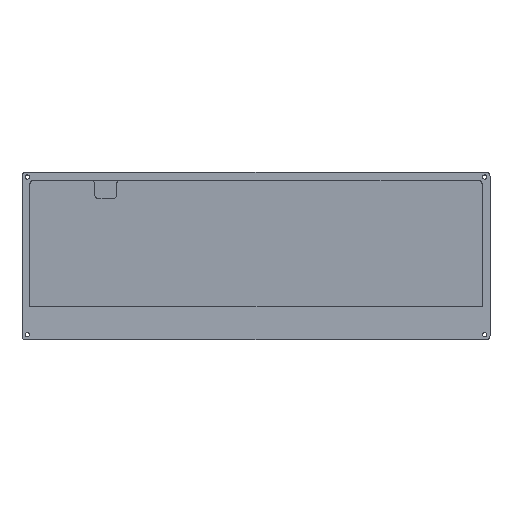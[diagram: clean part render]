
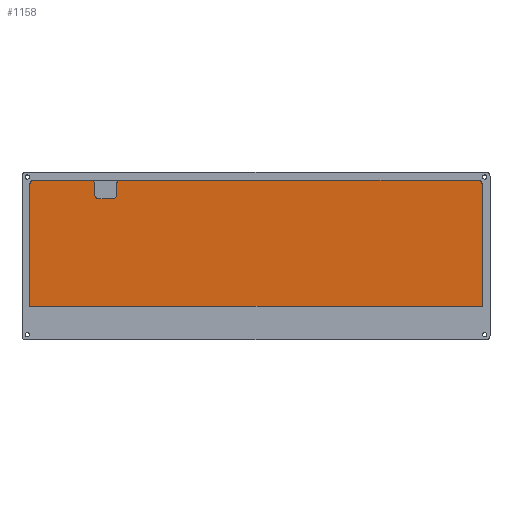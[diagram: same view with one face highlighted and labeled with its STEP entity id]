
A CAD part, top view. The second image highlights one B-rep face of the part: STEP entity #1158.
In plain terms, the highlighted planar face has unit normal (0, -0.052, 0.999).
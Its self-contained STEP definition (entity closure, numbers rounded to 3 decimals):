
#54=PLANE('',#1260);
#100=FACE_OUTER_BOUND('',#172,.T.);
#172=EDGE_LOOP('',(#842,#843,#844,#845,#846,#847,#848,#849,#850,#851,#852,
#853,#854,#855));
#257=LINE('',#1776,#364);
#260=LINE('',#1788,#367);
#264=LINE('',#1795,#371);
#268=LINE('',#1807,#375);
#272=LINE('',#1818,#379);
#273=LINE('',#1822,#380);
#274=LINE('',#1824,#381);
#275=LINE('',#1826,#382);
#364=VECTOR('',#1406,10.);
#367=VECTOR('',#1417,10.);
#371=VECTOR('',#1421,10.);
#375=VECTOR('',#1433,10.);
#379=VECTOR('',#1447,10.);
#380=VECTOR('',#1450,10.);
#381=VECTOR('',#1451,10.);
#382=VECTOR('',#1452,10.);
#471=CIRCLE('',#1245,2.);
#473=CIRCLE('',#1249,2.);
#476=CIRCLE('',#1254,2.);
#478=CIRCLE('',#1258,2.);
#479=CIRCLE('',#1261,2.);
#480=CIRCLE('',#1262,2.);
#521=VERTEX_POINT('',#1763);
#522=VERTEX_POINT('',#1764);
#526=VERTEX_POINT('',#1774);
#527=VERTEX_POINT('',#1778);
#528=VERTEX_POINT('',#1779);
#531=VERTEX_POINT('',#1787);
#534=VERTEX_POINT('',#1793);
#537=VERTEX_POINT('',#1801);
#538=VERTEX_POINT('',#1803);
#540=VERTEX_POINT('',#1812);
#541=VERTEX_POINT('',#1819);
#542=VERTEX_POINT('',#1821);
#543=VERTEX_POINT('',#1823);
#544=VERTEX_POINT('',#1825);
#631=EDGE_CURVE('',#521,#522,#471,.F.);
#637=EDGE_CURVE('',#521,#526,#257,.F.);
#638=EDGE_CURVE('',#527,#528,#473,.F.);
#642=EDGE_CURVE('',#531,#522,#260,.T.);
#646=EDGE_CURVE('',#527,#534,#264,.T.);
#650=EDGE_CURVE('',#537,#538,#476,.T.);
#652=EDGE_CURVE('',#537,#528,#268,.F.);
#656=EDGE_CURVE('',#540,#526,#478,.T.);
#658=EDGE_CURVE('',#540,#538,#272,.F.);
#659=EDGE_CURVE('',#541,#534,#479,.F.);
#660=EDGE_CURVE('',#541,#542,#273,.T.);
#661=EDGE_CURVE('',#542,#543,#274,.T.);
#662=EDGE_CURVE('',#543,#544,#275,.T.);
#663=EDGE_CURVE('',#531,#544,#480,.F.);
#842=ORIENTED_EDGE('',*,*,#631,.F.);
#843=ORIENTED_EDGE('',*,*,#637,.T.);
#844=ORIENTED_EDGE('',*,*,#656,.F.);
#845=ORIENTED_EDGE('',*,*,#658,.T.);
#846=ORIENTED_EDGE('',*,*,#650,.F.);
#847=ORIENTED_EDGE('',*,*,#652,.T.);
#848=ORIENTED_EDGE('',*,*,#638,.F.);
#849=ORIENTED_EDGE('',*,*,#646,.T.);
#850=ORIENTED_EDGE('',*,*,#659,.F.);
#851=ORIENTED_EDGE('',*,*,#660,.T.);
#852=ORIENTED_EDGE('',*,*,#661,.T.);
#853=ORIENTED_EDGE('',*,*,#662,.T.);
#854=ORIENTED_EDGE('',*,*,#663,.F.);
#855=ORIENTED_EDGE('',*,*,#642,.T.);
#1158=ADVANCED_FACE('',(#100),#54,.T.);
#1245=AXIS2_PLACEMENT_3D('',#1765,#1396,#1397);
#1249=AXIS2_PLACEMENT_3D('',#1780,#1409,#1410);
#1254=AXIS2_PLACEMENT_3D('',#1804,#1428,#1429);
#1258=AXIS2_PLACEMENT_3D('',#1814,#1440,#1441);
#1260=AXIS2_PLACEMENT_3D('',#1817,#1445,#1446);
#1261=AXIS2_PLACEMENT_3D('',#1820,#1448,#1449);
#1262=AXIS2_PLACEMENT_3D('',#1827,#1453,#1454);
#1396=DIRECTION('center_axis',(0.,-0.052,0.999));
#1397=DIRECTION('ref_axis',(-0.707,0.706,0.037));
#1406=DIRECTION('',(0.,0.999,0.052));
#1409=DIRECTION('center_axis',(0.,-0.052,0.999));
#1410=DIRECTION('ref_axis',(0.707,0.706,0.037));
#1417=DIRECTION('',(-1.,0.,0.));
#1421=DIRECTION('',(-1.,0.,0.));
#1428=DIRECTION('center_axis',(0.,-0.052,0.999));
#1429=DIRECTION('ref_axis',(-0.707,-0.706,-0.037));
#1433=DIRECTION('',(0.,-0.999,-0.052));
#1440=DIRECTION('center_axis',(0.,-0.052,0.999));
#1441=DIRECTION('ref_axis',(0.707,-0.706,-0.037));
#1445=DIRECTION('center_axis',(0.,-0.052,0.999));
#1446=DIRECTION('ref_axis',(1.,0.,0.));
#1447=DIRECTION('',(1.,0.,0.));
#1448=DIRECTION('center_axis',(0.,-0.052,0.999));
#1449=DIRECTION('ref_axis',(-0.707,0.706,0.037));
#1450=DIRECTION('',(0.,-0.999,-0.052));
#1451=DIRECTION('',(1.,0.,0.));
#1452=DIRECTION('',(0.,0.999,0.052));
#1453=DIRECTION('center_axis',(0.,-0.052,0.999));
#1454=DIRECTION('ref_axis',(0.707,0.706,0.037));
#1763=CARTESIAN_POINT('',(33.97,7.689,-2.47));
#1764=CARTESIAN_POINT('',(35.97,9.687,-2.365));
#1765=CARTESIAN_POINT('Origin',(35.97,7.689,-2.47));
#1774=CARTESIAN_POINT('',(33.97,2.389,-2.748));
#1776=CARTESIAN_POINT('',(33.97,-9.421,-3.367));
#1778=CARTESIAN_POINT('',(21.03,9.687,-2.365));
#1779=CARTESIAN_POINT('',(23.03,7.689,-2.47));
#1780=CARTESIAN_POINT('Origin',(21.03,7.689,-2.47));
#1787=CARTESIAN_POINT('',(216.875,9.687,-2.365));
#1788=CARTESIAN_POINT('',(161.263,9.687,-2.365));
#1793=CARTESIAN_POINT('',(-7.875,9.687,-2.365));
#1795=CARTESIAN_POINT('',(161.263,9.687,-2.365));
#1801=CARTESIAN_POINT('',(23.03,2.389,-2.748));
#1803=CARTESIAN_POINT('',(25.03,0.392,-2.853));
#1804=CARTESIAN_POINT('Origin',(25.03,2.389,-2.748));
#1807=CARTESIAN_POINT('',(23.03,-13.045,-3.557));
#1812=CARTESIAN_POINT('',(31.97,0.392,-2.853));
#1814=CARTESIAN_POINT('Origin',(31.97,2.389,-2.748));
#1817=CARTESIAN_POINT('Origin',(104.5,-28.479,-4.366));
#1818=CARTESIAN_POINT('',(68.735,0.392,-2.853));
#1819=CARTESIAN_POINT('',(-9.875,7.689,-2.47));
#1820=CARTESIAN_POINT('Origin',(-7.875,7.689,-2.47));
#1821=CARTESIAN_POINT('',(-9.875,-53.902,-5.698));
#1822=CARTESIAN_POINT('',(-9.875,-9.82,-3.388));
#1823=CARTESIAN_POINT('',(218.875,-53.902,-5.698));
#1824=CARTESIAN_POINT('',(48.275,-53.902,-5.698));
#1825=CARTESIAN_POINT('',(218.875,7.689,-2.47));
#1826=CARTESIAN_POINT('',(218.875,-47.295,-5.352));
#1827=CARTESIAN_POINT('Origin',(216.875,7.689,-2.47));
